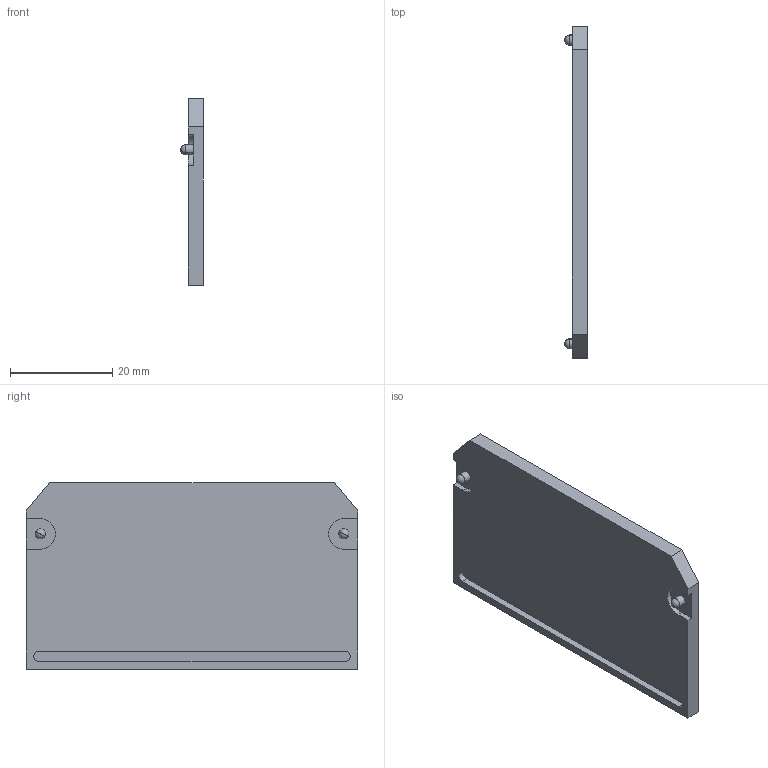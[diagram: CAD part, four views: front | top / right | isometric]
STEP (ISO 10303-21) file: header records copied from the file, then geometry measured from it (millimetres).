
FILE_DESCRIPTION(('CATIA V5R22 STEP214','CAx-IF Rec.Pracs.--- Model Styling and Organization---1.4--- 2014-01-23'),'2;1');
FILE_NAME ('035129-2_0', '2021-06-22T06:11:31+00:00', ('Weidmueller Interface'), ('Weidmueller'), 'CATIA Version 5-6 Release 2016 SP3 HF44', 'CATIA V5 STEP AP214', 'none');
FILE_SCHEMA(('AUTOMOTIVE_DESIGN { 1 0 10303 214 1 1 1 1 }'));
Length unit declared in the file: millimetre
Products named in the file (1): 0146720000
Bounding box: 4.5 x 65 x 36.5 mm (x, y, z)
Volume: 6833.6 mm3; surface area: 5492.8 mm2
Topology: 1 solids, 1 shells, 29 faces, 74 edges, 46 vertices
Faces by surface type: plane 17, cylinder 8, sphere 4
Entity records: 827 total; most frequent: CARTESIAN_POINT 140, ORIENTED_EDGE 140, DIRECTION 116, EDGE_CURVE 70, VECTOR 50, LINE 50, VERTEX_POINT 46, AXIS2_PLACEMENT_3D 44
